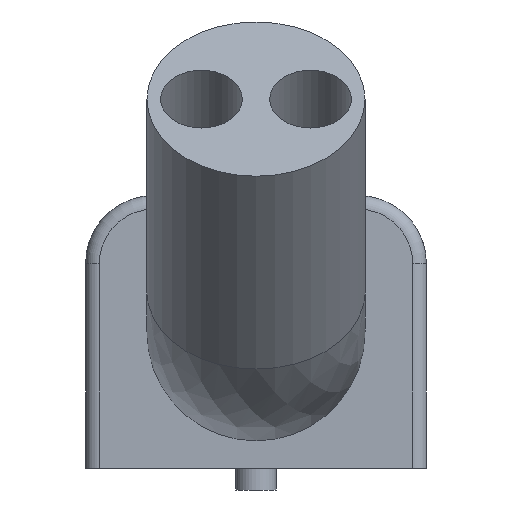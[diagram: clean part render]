
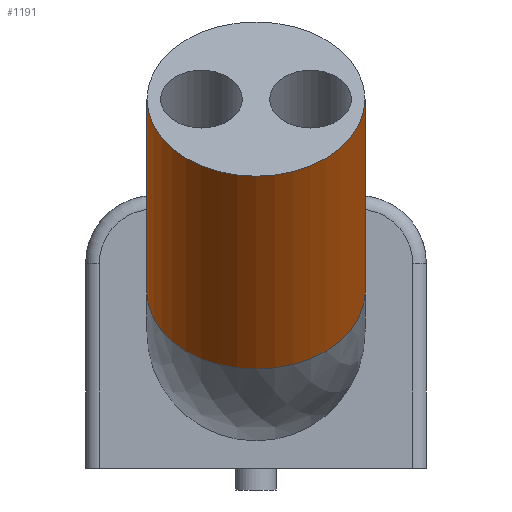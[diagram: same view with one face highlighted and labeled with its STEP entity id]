
A CAD part, front view. The second image highlights one B-rep face of the part: STEP entity #1191.
In plain terms, the highlighted cylindrical face has radius 8 mm (diameter 16 mm), a full revolution.
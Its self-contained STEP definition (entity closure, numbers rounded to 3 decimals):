
#1143 = VERTEX_POINT('',#1144);
#1144 = CARTESIAN_POINT('',(8.,-29.571,12.929));
#1151 = EDGE_CURVE('',#1143,#1143,#1152,.T.);
#1152 = CIRCLE('',#1153,8.);
#1153 = AXIS2_PLACEMENT_3D('',#1154,#1155,#1156);
#1154 = CARTESIAN_POINT('',(0.,-29.571,12.929));
#1155 = DIRECTION('',(0.,-0.707,0.707));
#1156 = DIRECTION('',(1.,0.,0.));
#1172 = EDGE_CURVE('',#1173,#1173,#1175,.T.);
#1173 = VERTEX_POINT('',#1174);
#1174 = CARTESIAN_POINT('',(8.,-43.713,27.071));
#1175 = CIRCLE('',#1176,8.);
#1176 = AXIS2_PLACEMENT_3D('',#1177,#1178,#1179);
#1177 = CARTESIAN_POINT('',(0.,-43.713,27.071));
#1178 = DIRECTION('',(0.,-0.707,0.707));
#1179 = DIRECTION('',(1.,0.,0.));
#1191 = ADVANCED_FACE('',(#1192),#1203,.T.);
#1192 = FACE_BOUND('',#1193,.F.);
#1193 = EDGE_LOOP('',(#1194,#1200,#1201,#1202));
#1194 = ORIENTED_EDGE('',*,*,#1195,.T.);
#1195 = EDGE_CURVE('',#1143,#1173,#1196,.T.);
#1196 = LINE('',#1197,#1198);
#1197 = CARTESIAN_POINT('',(8.,-29.571,12.929));
#1198 = VECTOR('',#1199,1.);
#1199 = DIRECTION('',(0.,-0.707,0.707));
#1200 = ORIENTED_EDGE('',*,*,#1172,.T.);
#1201 = ORIENTED_EDGE('',*,*,#1195,.F.);
#1202 = ORIENTED_EDGE('',*,*,#1151,.F.);
#1203 = CYLINDRICAL_SURFACE('',#1204,8.);
#1204 = AXIS2_PLACEMENT_3D('',#1205,#1206,#1207);
#1205 = CARTESIAN_POINT('',(0.,-29.571,12.929));
#1206 = DIRECTION('',(0.,0.707,-0.707));
#1207 = DIRECTION('',(1.,0.,0.));
